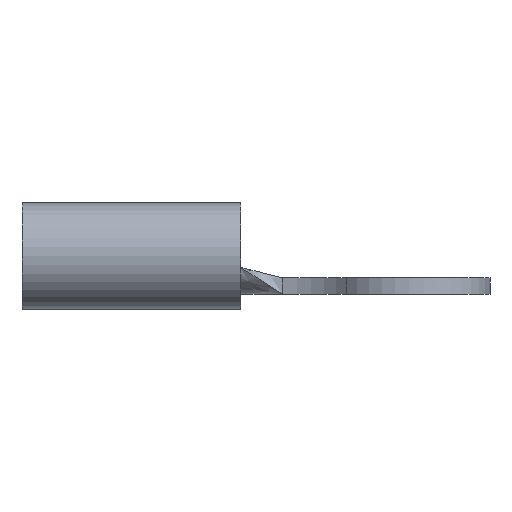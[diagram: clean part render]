
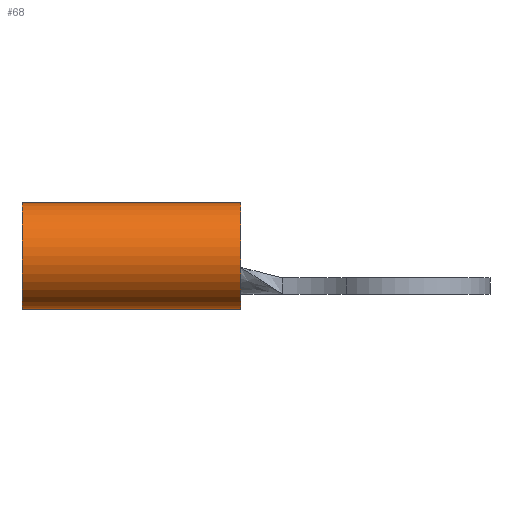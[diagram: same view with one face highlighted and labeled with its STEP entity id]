
A CAD part, top view. The second image highlights one B-rep face of the part: STEP entity #68.
In plain terms, the highlighted cylindrical face has radius 2.55 mm (diameter 5.1 mm), a partial arc.
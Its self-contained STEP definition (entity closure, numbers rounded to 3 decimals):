
#68=ADVANCED_FACE('',(#113),#114,.T.);
#113=FACE_OUTER_BOUND('',#228,.T.);
#114=CYLINDRICAL_SURFACE('',#229,2.55);
#228=EDGE_LOOP('',(#452,#453,#454,#455));
#229=AXIS2_PLACEMENT_3D('',#456,#457,#458);
#452=ORIENTED_EDGE('',*,*,#587,.T.);
#453=ORIENTED_EDGE('',*,*,#588,.F.);
#454=ORIENTED_EDGE('',*,*,#582,.F.);
#455=ORIENTED_EDGE('',*,*,#589,.T.);
#456=CARTESIAN_POINT('',(-11.025,1.05,0.0));
#457=DIRECTION('',(-1.0,-0.0,0.0));
#458=DIRECTION('',(0.0,-1.0,0.0));
#582=EDGE_CURVE('',#665,#666,#668,.T.);
#587=EDGE_CURVE('',#676,#677,#678,.T.);
#588=EDGE_CURVE('',#666,#677,#679,.T.);
#589=EDGE_CURVE('',#665,#676,#680,.T.);
#665=VERTEX_POINT('',#778);
#666=VERTEX_POINT('',#779);
#668=CIRCLE('',#781,2.55);
#676=VERTEX_POINT('',#791);
#677=VERTEX_POINT('',#792);
#678=CIRCLE('',#793,2.55);
#679=LINE('',#794,#795);
#680=LINE('',#796,#797);
#778=CARTESIAN_POINT('',(0.0,3.6,0.0));
#779=CARTESIAN_POINT('',(0.0,-1.5,0.0));
#781=AXIS2_PLACEMENT_3D('',#904,#905,#906);
#791=CARTESIAN_POINT('',(-10.5,3.6,0.0));
#792=CARTESIAN_POINT('',(-10.5,-1.5,0.0));
#793=AXIS2_PLACEMENT_3D('',#915,#916,#917);
#794=CARTESIAN_POINT('',(0.0,-1.5,0.0));
#795=VECTOR('',#918,10.5);
#796=CARTESIAN_POINT('',(0.0,3.6,0.0));
#797=VECTOR('',#919,10.5);
#904=CARTESIAN_POINT('',(0.0,1.05,0.0));
#905=DIRECTION('',(1.0,0.0,0.0));
#906=DIRECTION('',(0.0,1.0,0.0));
#915=CARTESIAN_POINT('',(-10.5,1.05,0.0));
#916=DIRECTION('',(1.0,0.0,0.0));
#917=DIRECTION('',(0.0,1.0,0.0));
#918=DIRECTION('',(-1.0,0.0,0.0));
#919=DIRECTION('',(-1.0,0.0,0.0));
